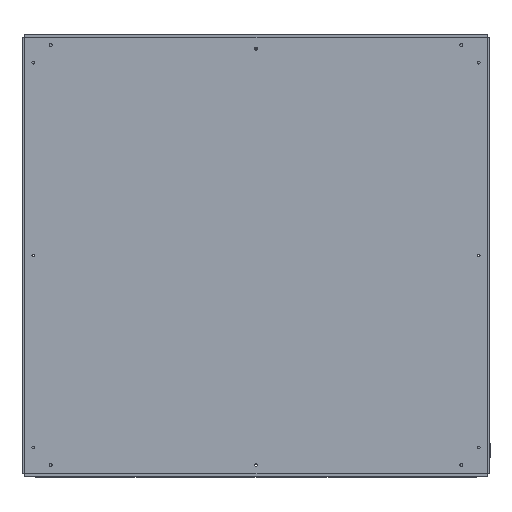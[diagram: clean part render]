
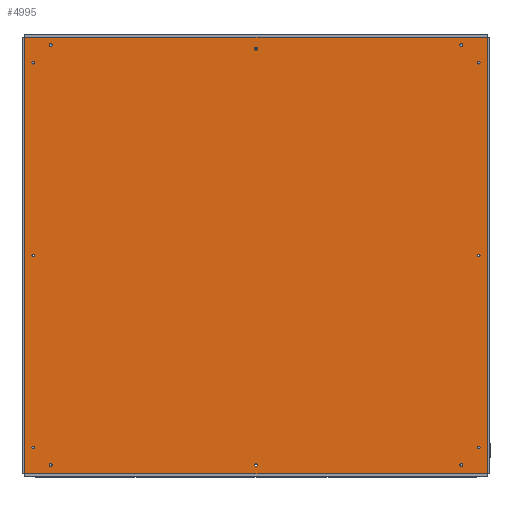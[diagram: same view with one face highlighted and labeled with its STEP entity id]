
A CAD part, top view. The second image highlights one B-rep face of the part: STEP entity #4995.
In plain terms, the highlighted planar face has unit normal (0, 0, 1).
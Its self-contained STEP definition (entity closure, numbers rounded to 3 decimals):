
#285=FACE_BOUND('',#1035,.T.);
#286=FACE_BOUND('',#1036,.T.);
#287=FACE_BOUND('',#1037,.T.);
#288=FACE_BOUND('',#1038,.T.);
#289=FACE_BOUND('',#1039,.T.);
#290=FACE_BOUND('',#1040,.T.);
#291=FACE_BOUND('',#1041,.T.);
#292=FACE_BOUND('',#1042,.T.);
#293=FACE_BOUND('',#1043,.T.);
#294=FACE_BOUND('',#1044,.T.);
#295=FACE_BOUND('',#1045,.T.);
#296=FACE_BOUND('',#1046,.T.);
#449=PLANE('',#5558);
#638=FACE_OUTER_BOUND('',#1034,.T.);
#1034=EDGE_LOOP('',(#4139,#4140,#4141,#4142));
#1035=EDGE_LOOP('',(#4143));
#1036=EDGE_LOOP('',(#4144));
#1037=EDGE_LOOP('',(#4145));
#1038=EDGE_LOOP('',(#4146));
#1039=EDGE_LOOP('',(#4147));
#1040=EDGE_LOOP('',(#4148));
#1041=EDGE_LOOP('',(#4149));
#1042=EDGE_LOOP('',(#4150));
#1043=EDGE_LOOP('',(#4151));
#1044=EDGE_LOOP('',(#4152));
#1045=EDGE_LOOP('',(#4153));
#1046=EDGE_LOOP('',(#4154));
#1445=LINE('',#8117,#1814);
#1448=LINE('',#8123,#1817);
#1451=LINE('',#8129,#1820);
#1454=LINE('',#8133,#1823);
#1814=VECTOR('',#6679,10.);
#1817=VECTOR('',#6684,10.);
#1820=VECTOR('',#6689,10.);
#1823=VECTOR('',#6694,10.);
#2130=CIRCLE('',#5519,1.65);
#2132=CIRCLE('',#5522,1.65);
#2134=CIRCLE('',#5525,1.65);
#2136=CIRCLE('',#5528,1.65);
#2138=CIRCLE('',#5531,1.65);
#2140=CIRCLE('',#5534,1.65);
#2142=CIRCLE('',#5537,1.65);
#2144=CIRCLE('',#5540,1.65);
#2146=CIRCLE('',#5543,1.65);
#2148=CIRCLE('',#5546,1.65);
#2150=CIRCLE('',#5549,1.65);
#2152=CIRCLE('',#5552,1.65);
#2502=VERTEX_POINT('',#8039);
#2504=VERTEX_POINT('',#8045);
#2506=VERTEX_POINT('',#8051);
#2508=VERTEX_POINT('',#8057);
#2510=VERTEX_POINT('',#8063);
#2512=VERTEX_POINT('',#8069);
#2514=VERTEX_POINT('',#8075);
#2516=VERTEX_POINT('',#8081);
#2518=VERTEX_POINT('',#8087);
#2520=VERTEX_POINT('',#8093);
#2522=VERTEX_POINT('',#8099);
#2524=VERTEX_POINT('',#8105);
#2528=VERTEX_POINT('',#8114);
#2529=VERTEX_POINT('',#8116);
#2531=VERTEX_POINT('',#8122);
#2533=VERTEX_POINT('',#8128);
#3061=EDGE_CURVE('',#2502,#2502,#2130,.T.);
#3064=EDGE_CURVE('',#2504,#2504,#2132,.T.);
#3067=EDGE_CURVE('',#2506,#2506,#2134,.T.);
#3070=EDGE_CURVE('',#2508,#2508,#2136,.T.);
#3073=EDGE_CURVE('',#2510,#2510,#2138,.T.);
#3076=EDGE_CURVE('',#2512,#2512,#2140,.T.);
#3079=EDGE_CURVE('',#2514,#2514,#2142,.T.);
#3082=EDGE_CURVE('',#2516,#2516,#2144,.T.);
#3085=EDGE_CURVE('',#2518,#2518,#2146,.T.);
#3088=EDGE_CURVE('',#2520,#2520,#2148,.T.);
#3091=EDGE_CURVE('',#2522,#2522,#2150,.T.);
#3094=EDGE_CURVE('',#2524,#2524,#2152,.T.);
#3099=EDGE_CURVE('',#2529,#2528,#1445,.T.);
#3102=EDGE_CURVE('',#2531,#2529,#1448,.T.);
#3105=EDGE_CURVE('',#2533,#2531,#1451,.T.);
#3108=EDGE_CURVE('',#2528,#2533,#1454,.T.);
#4139=ORIENTED_EDGE('',*,*,#3108,.T.);
#4140=ORIENTED_EDGE('',*,*,#3105,.T.);
#4141=ORIENTED_EDGE('',*,*,#3102,.T.);
#4142=ORIENTED_EDGE('',*,*,#3099,.T.);
#4143=ORIENTED_EDGE('',*,*,#3061,.T.);
#4144=ORIENTED_EDGE('',*,*,#3064,.T.);
#4145=ORIENTED_EDGE('',*,*,#3067,.T.);
#4146=ORIENTED_EDGE('',*,*,#3070,.T.);
#4147=ORIENTED_EDGE('',*,*,#3073,.T.);
#4148=ORIENTED_EDGE('',*,*,#3076,.T.);
#4149=ORIENTED_EDGE('',*,*,#3079,.T.);
#4150=ORIENTED_EDGE('',*,*,#3082,.T.);
#4151=ORIENTED_EDGE('',*,*,#3085,.T.);
#4152=ORIENTED_EDGE('',*,*,#3088,.T.);
#4153=ORIENTED_EDGE('',*,*,#3091,.T.);
#4154=ORIENTED_EDGE('',*,*,#3094,.T.);
#4995=ADVANCED_FACE('',(#638,#285,#286,#287,#288,#289,#290,#291,#292,#293,
#294,#295,#296),#449,.T.);
#5519=AXIS2_PLACEMENT_3D('',#8040,#6593,#6594);
#5522=AXIS2_PLACEMENT_3D('',#8046,#6600,#6601);
#5525=AXIS2_PLACEMENT_3D('',#8052,#6607,#6608);
#5528=AXIS2_PLACEMENT_3D('',#8058,#6614,#6615);
#5531=AXIS2_PLACEMENT_3D('',#8064,#6621,#6622);
#5534=AXIS2_PLACEMENT_3D('',#8070,#6628,#6629);
#5537=AXIS2_PLACEMENT_3D('',#8076,#6635,#6636);
#5540=AXIS2_PLACEMENT_3D('',#8082,#6642,#6643);
#5543=AXIS2_PLACEMENT_3D('',#8088,#6649,#6650);
#5546=AXIS2_PLACEMENT_3D('',#8094,#6656,#6657);
#5549=AXIS2_PLACEMENT_3D('',#8100,#6663,#6664);
#5552=AXIS2_PLACEMENT_3D('',#8106,#6670,#6671);
#5558=AXIS2_PLACEMENT_3D('',#8134,#6695,#6696);
#6593=DIRECTION('center_axis',(0.,0.,-1.));
#6594=DIRECTION('ref_axis',(-1.,0.,0.));
#6600=DIRECTION('center_axis',(0.,0.,-1.));
#6601=DIRECTION('ref_axis',(-1.,0.,0.));
#6607=DIRECTION('center_axis',(0.,0.,-1.));
#6608=DIRECTION('ref_axis',(-1.,0.,0.));
#6614=DIRECTION('center_axis',(0.,0.,-1.));
#6615=DIRECTION('ref_axis',(-1.,0.,0.));
#6621=DIRECTION('center_axis',(0.,0.,-1.));
#6622=DIRECTION('ref_axis',(-1.,0.,0.));
#6628=DIRECTION('center_axis',(0.,0.,-1.));
#6629=DIRECTION('ref_axis',(-1.,0.,0.));
#6635=DIRECTION('center_axis',(0.,0.,-1.));
#6636=DIRECTION('ref_axis',(-1.,0.,0.));
#6642=DIRECTION('center_axis',(0.,0.,-1.));
#6643=DIRECTION('ref_axis',(-1.,0.,0.));
#6649=DIRECTION('center_axis',(0.,0.,-1.));
#6650=DIRECTION('ref_axis',(-1.,0.,0.));
#6656=DIRECTION('center_axis',(0.,0.,-1.));
#6657=DIRECTION('ref_axis',(-1.,0.,0.));
#6663=DIRECTION('center_axis',(0.,0.,-1.));
#6664=DIRECTION('ref_axis',(-1.,0.,0.));
#6670=DIRECTION('center_axis',(0.,0.,-1.));
#6671=DIRECTION('ref_axis',(-1.,0.,0.));
#6679=DIRECTION('',(-1.,0.,0.));
#6684=DIRECTION('',(0.,1.,0.));
#6689=DIRECTION('',(1.,0.,0.));
#6694=DIRECTION('',(0.,-1.,0.));
#6695=DIRECTION('center_axis',(0.,0.,1.));
#6696=DIRECTION('ref_axis',(1.,0.,0.));
#8039=CARTESIAN_POINT('',(-253.35,55.,158.));
#8040=CARTESIAN_POINT('Origin',(-255.,55.,158.));
#8045=CARTESIAN_POINT('',(1.65,291.827,158.));
#8046=CARTESIAN_POINT('Origin',(0.,291.827,158.));
#8051=CARTESIAN_POINT('',(1.65,-185.,158.));
#8052=CARTESIAN_POINT('Origin',(0.,-185.,
158.));
#8057=CARTESIAN_POINT('',(256.65,55.,158.));
#8058=CARTESIAN_POINT('Origin',(255.,55.,158.));
#8063=CARTESIAN_POINT('',(236.65,-185.,158.));
#8064=CARTESIAN_POINT('Origin',(235.,-185.,158.));
#8069=CARTESIAN_POINT('',(-253.35,275.897,158.));
#8070=CARTESIAN_POINT('Origin',(-255.,275.897,158.));
#8075=CARTESIAN_POINT('',(236.65,295.897,158.));
#8076=CARTESIAN_POINT('Origin',(235.,295.897,158.));
#8081=CARTESIAN_POINT('',(-253.35,-165.,158.));
#8082=CARTESIAN_POINT('Origin',(-255.,-165.,158.));
#8087=CARTESIAN_POINT('',(256.65,-165.,158.));
#8088=CARTESIAN_POINT('Origin',(255.,-165.,158.));
#8093=CARTESIAN_POINT('',(-233.35,295.897,158.));
#8094=CARTESIAN_POINT('Origin',(-235.,295.897,158.));
#8099=CARTESIAN_POINT('',(256.65,275.897,158.));
#8100=CARTESIAN_POINT('Origin',(255.,275.897,158.));
#8105=CARTESIAN_POINT('',(-233.35,-185.,158.));
#8106=CARTESIAN_POINT('Origin',(-235.,-185.,158.));
#8114=CARTESIAN_POINT('',(-265.,305.,158.));
#8116=CARTESIAN_POINT('',(265.,305.,158.));
#8117=CARTESIAN_POINT('',(-265.,305.,158.));
#8122=CARTESIAN_POINT('',(265.,-195.,158.));
#8123=CARTESIAN_POINT('',(265.,-193.5,158.));
#8128=CARTESIAN_POINT('',(-265.,-195.,158.));
#8129=CARTESIAN_POINT('',(-265.,-195.,158.));
#8133=CARTESIAN_POINT('',(-265.,305.,158.));
#8134=CARTESIAN_POINT('Origin',(0.,55.,158.));
